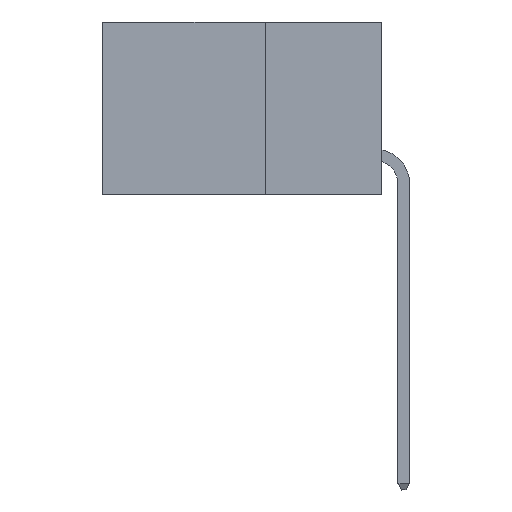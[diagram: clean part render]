
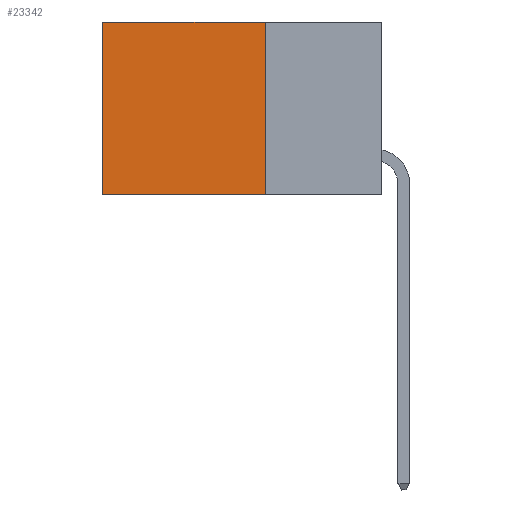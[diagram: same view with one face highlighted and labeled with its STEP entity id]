
A CAD part, left-side view. The second image highlights one B-rep face of the part: STEP entity #23342.
In plain terms, the highlighted planar face has unit normal (-1, 0, 0).
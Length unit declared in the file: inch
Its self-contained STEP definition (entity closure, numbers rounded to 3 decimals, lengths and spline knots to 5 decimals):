
#307 = EDGE_CURVE ( 'NONE', #10175, #6793, #2803, .T. ) ;
#1208 = LINE ( 'NONE', #22688, #19622 ) ;
#2586 = AXIS2_PLACEMENT_3D ( 'NONE', #15827, #14229, #16069 ) ;
#2803 = LINE ( 'NONE', #4280, #18894 ) ;
#3577 = CARTESIAN_POINT ( 'NONE',  ( 0.2875, 0.6, -0.37 ) ) ;
#4280 = CARTESIAN_POINT ( 'NONE',  ( 0.2875, 0.25, -0.37 ) ) ;
#4350 = EDGE_LOOP ( 'NONE', ( #5035, #6569, #8770, #8595 ) ) ;
#4775 = CARTESIAN_POINT ( 'NONE',  ( 0.2875, 0.25, -0.37 ) ) ;
#5035 = ORIENTED_EDGE ( 'NONE', *, *, #9815, .T. ) ;
#5348 = DIRECTION ( 'NONE',  ( 0., 0., -1. ) ) ;
#6569 = ORIENTED_EDGE ( 'NONE', *, *, #307, .F. ) ;
#6682 = CARTESIAN_POINT ( 'NONE',  ( 0.2875, 0.25, 0. ) ) ;
#6760 = PLANE ( 'NONE',  #2586 ) ;
#6793 = VERTEX_POINT ( 'NONE', #3577 ) ;
#6848 = LINE ( 'NONE', #6682, #7705 ) ;
#7136 = FACE_OUTER_BOUND ( 'NONE', #4350, .T. ) ;
#7705 = VECTOR ( 'NONE', #10045, 39.37008 ) ;
#8131 = EDGE_CURVE ( 'NONE', #18736, #23535, #6848, .T. ) ;
#8595 = ORIENTED_EDGE ( 'NONE', *, *, #8131, .T. ) ;
#8770 = ORIENTED_EDGE ( 'NONE', *, *, #17408, .F. ) ;
#9815 = EDGE_CURVE ( 'NONE', #23535, #6793, #23684, .T. ) ;
#10045 = DIRECTION ( 'NONE',  ( 0., 1., 0. ) ) ;
#10175 = VERTEX_POINT ( 'NONE', #4775 ) ;
#12232 = DIRECTION ( 'NONE',  ( 0., 1., 0. ) ) ;
#12479 = CARTESIAN_POINT ( 'NONE',  ( 0.2875, 0.6, 0. ) ) ;
#14229 = DIRECTION ( 'NONE',  ( 1., 0., 0. ) ) ;
#15364 = DIRECTION ( 'NONE',  ( 0., 0., -1. ) ) ;
#15827 = CARTESIAN_POINT ( 'NONE',  ( 0.2875, 0.25, 0. ) ) ;
#16069 = DIRECTION ( 'NONE',  ( 0., 0., -1. ) ) ;
#16537 = CARTESIAN_POINT ( 'NONE',  ( 0.2875, 0.6, 0. ) ) ;
#17200 = CARTESIAN_POINT ( 'NONE',  ( 0.2875, 0.25, 0. ) ) ;
#17239 = VECTOR ( 'NONE', #5348, 39.37008 ) ;
#17408 = EDGE_CURVE ( 'NONE', #18736, #10175, #1208, .T. ) ;
#18736 = VERTEX_POINT ( 'NONE', #17200 ) ;
#18894 = VECTOR ( 'NONE', #12232, 39.37008 ) ;
#19622 = VECTOR ( 'NONE', #15364, 39.37008 ) ;
#22688 = CARTESIAN_POINT ( 'NONE',  ( 0.2875, 0.25, 0. ) ) ;
#23342 = ADVANCED_FACE ( 'NONE', ( #7136 ), #6760, .F. ) ;
#23535 = VERTEX_POINT ( 'NONE', #12479 ) ;
#23684 = LINE ( 'NONE', #16537, #17239 ) ;
